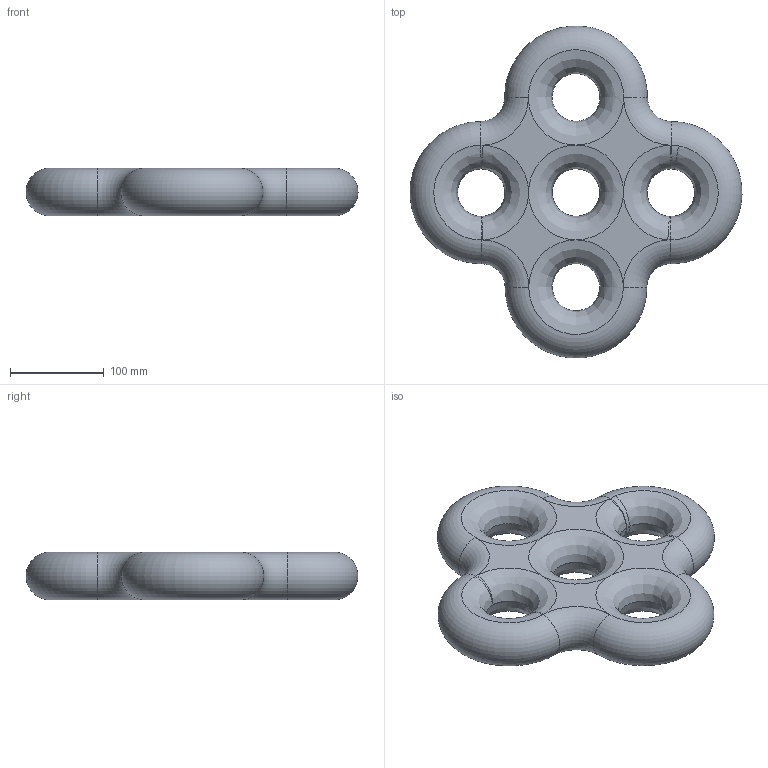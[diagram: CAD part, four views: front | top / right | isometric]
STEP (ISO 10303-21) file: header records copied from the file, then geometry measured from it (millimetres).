
FILE_DESCRIPTION (( 'STEP AP214' ), '1' );
FILE_NAME ('P?T?.T?PDL?..??N??????????????8?????????????ｷ?????????????ｷ??????ｷｷ???????????????????????????????????????????????????ｷｷ??????ｷ?????????????ｷ?????????????8???????????????N?..SLDPRT.STEP', '2021-04-08T11:28:49', ( '' ), ( '' ), 'SwSTEP 2.0', 'SolidWorks 2020', '' );
FILE_SCHEMA (( 'AUTOMOTIVE_DESIGN' ));
Length unit declared in the file: millimetre
Products named in the file (1): P?T?.T?PDL?..??N??????????????8?????????????ｷ?????????????ｷ??????ｷｷ???????????????????????????????????????????????????ｷｷ??????ｷ?????????????ｷ?????????????8???????????????N?..SLDPRT
Bounding box: 353.57 x 353.52 x 50.72 mm (x, y, z)
Volume: 2728084.2 mm3; surface area: 187181.2 mm2
Topology: 1 solids, 1 shells, 40 faces, 108 edges, 59 vertices
Faces by surface type: bspline 21, plane 8, torus 8, cylinder 3
Full cylindrical faces by diameter (mm): 50.454 x1, 50.513 x2
Entity records: 3312 total; most frequent: CARTESIAN_POINT 2611, ORIENTED_EDGE 182, EDGE_CURVE 91, DIRECTION 72, B_SPLINE_CURVE_WITH_KNOTS 54, VERTEX_POINT 53, EDGE_LOOP 50, FACE_OUTER_BOUND 49
